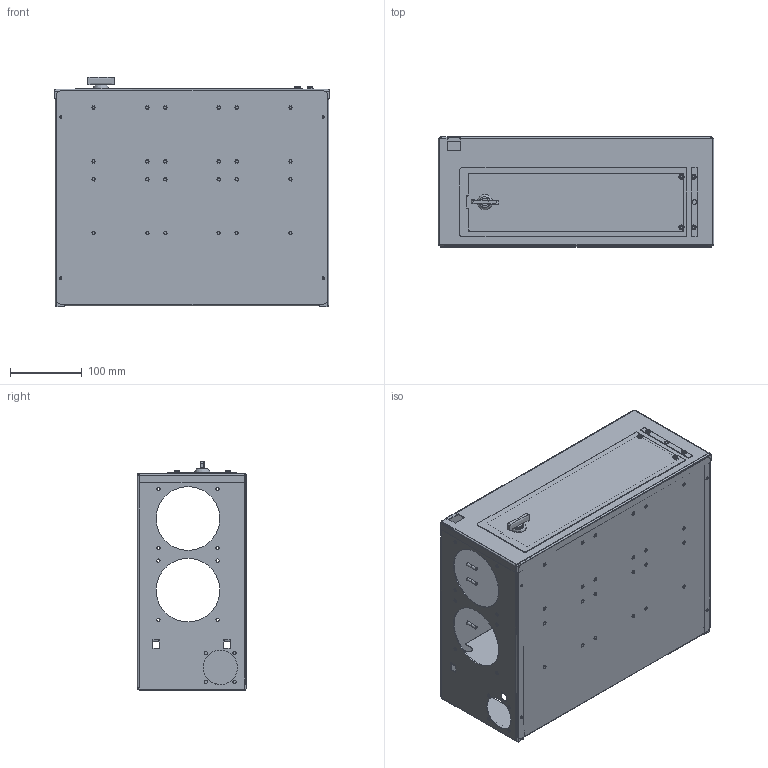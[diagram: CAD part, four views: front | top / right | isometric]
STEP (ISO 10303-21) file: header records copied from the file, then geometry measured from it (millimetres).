
FILE_DESCRIPTION(/* description */ ('STEP AP214'),/* implementation_level */ '2;1');
FILE_NAME(/* name */ 'RU_Photobleacher_Main_REV_A.stp',/* time_stamp */ '2025-02-24T11:55:38-05:00',/* author */ ('Griffin'),/* organization */ (''),/* preprocessor_version */ 'ST-DEVELOPER v20',/* originating_system */ 'Autodesk Inventor 2025',/* authorisation */ '');
FILE_SCHEMA (('CONFIG_CONTROL_DESIGN'));
Length unit declared in the file: inch
Products named in the file (12): HEI-2400 RevA Photobleacher Enclosure Main Assembly; Photobleacher Enclosure Base; Photobleacher Top Cover; Door; Spacer; Bulkhead Plate; 1820A21_1820A210-3_8; CLS-M3-1_CLS-M3-1; BSO-M3-8ZI_BSO-M3-8ZI; BSO-M3-18ZI_BSO-M3-18ZI; BSO-M3-14ZI_BSO-M3-14ZI; S-632-0ZI_S-632-0ZI
Assembly tree (68 placements, depth 2):
  HEI-2400 RevA Photobleacher Enclosure Main Assembly
    Photobleacher Enclosure Base
    Photobleacher Top Cover
    Door
    Spacer
    Bulkhead Plate
    1820A21_1820A210-3_8
    CLS-M3-1_CLS-M3-1  x6
    BSO-M3-8ZI_BSO-M3-8ZI  x4
    BSO-M3-18ZI_BSO-M3-18ZI  x24
    BSO-M3-14ZI_BSO-M3-14ZI  x24
    S-632-0ZI_S-632-0ZI  x4
Bounding box: 384.98 x 153.22 x 320.4 mm (x, y, z)
Volume: 609906.3 mm3; surface area: 1008114.9 mm2
Topology: 72 solids, 72 shells, 2673 faces, 6813 edges, 4472 vertices
Faces by surface type: plane 1801, cylinder 625, cone 233, bspline 13, torus 1
Full cylindrical faces by diameter (mm): 2.5 x62, 2.705 x4, 3 x58, 3.4 x4, 3.505 x4, 3.772 x6, 3.797 x6, 3.981 x52, 4.19 x104, 4.22 x64, 4.398 x4, 4.5 x24, 4.7 x5, 4.75 x4, 6.3 x6, 6.35 x5, 7.112 x4, 14.986 x1, 15.24 x1, 48 x2, 89 x4
Entity records: 34978 total; most frequent: CARTESIAN_POINT 7603, ORIENTED_EDGE 5606, DIRECTION 5502, EDGE_CURVE 2803, AXIS2_PLACEMENT_3D 1836, LINE 1830, VECTOR 1830, VERTEX_POINT 1814
